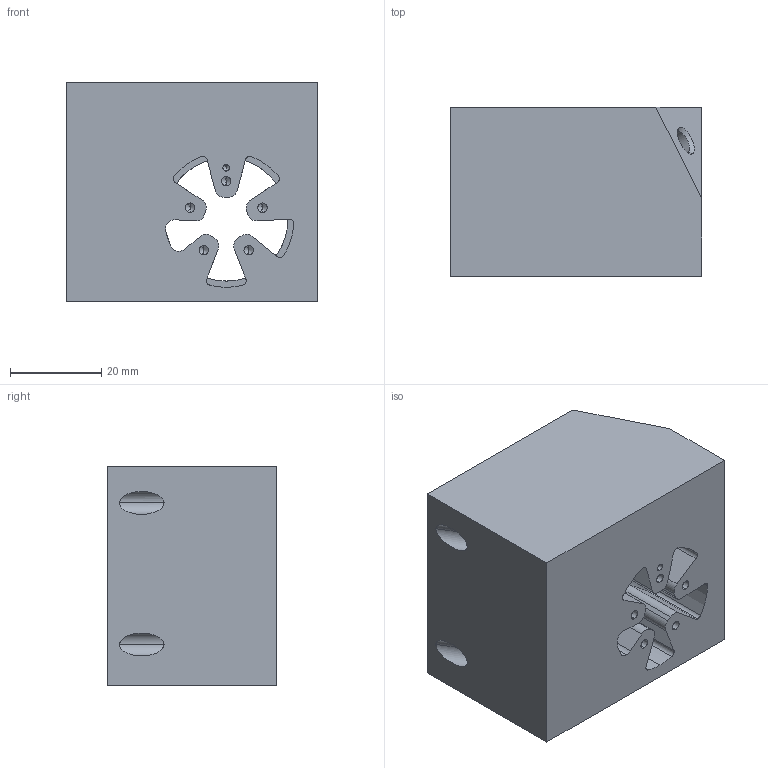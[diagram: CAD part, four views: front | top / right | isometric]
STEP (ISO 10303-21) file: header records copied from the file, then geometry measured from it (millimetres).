
FILE_DESCRIPTION (( 'STEP AP203' ), '1' );
FILE_NAME ('4331_025.STEP', '2019-03-25T09:08:26', ( '' ), ( '' ), 'SwSTEP 2.0', 'SolidWorks 2017', '' );
FILE_SCHEMA (( 'CONFIG_CONTROL_DESIGN' ));
Length unit declared in the file: millimetre
Products named in the file (1): 4331_025
Bounding box: 55 x 37 x 48 mm (x, y, z)
Volume: 77428 mm3; surface area: 17637.1 mm2
Topology: 1 solids, 1 shells, 100 faces, 266 edges, 159 vertices
Faces by surface type: cylinder 48, plane 32, cone 20
Entity records: 3065 total; most frequent: DIRECTION 550, CARTESIAN_POINT 520, ORIENTED_EDGE 496, EDGE_CURVE 248, AXIS2_PLACEMENT_3D 205, VERTEX_POINT 159, LINE 140, VECTOR 140
